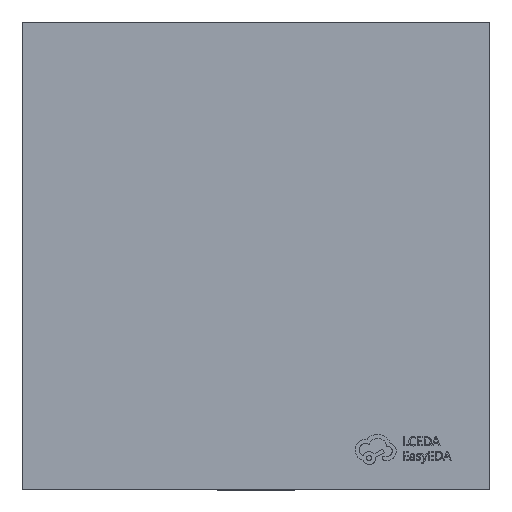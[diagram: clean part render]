
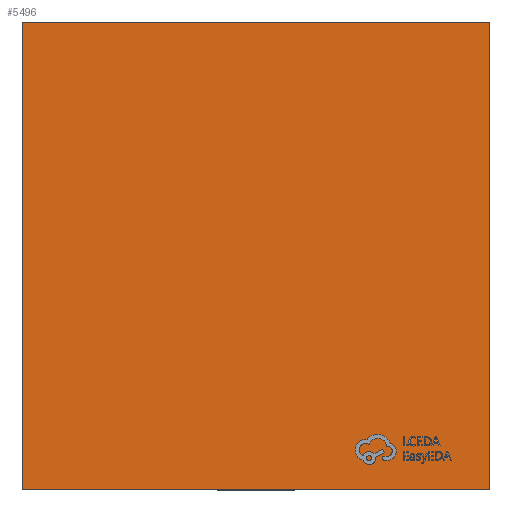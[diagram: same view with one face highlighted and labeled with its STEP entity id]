
A CAD part, top view. The second image highlights one B-rep face of the part: STEP entity #5496.
In plain terms, the highlighted planar face has unit normal (0, 0, 1).
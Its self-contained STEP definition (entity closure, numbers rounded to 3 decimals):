
#94 = CARTESIAN_POINT ( 'NONE',  ( -1.05, -1.05, 0.325 ) ) ;
#336 = DIRECTION ( 'NONE',  ( -1., 0., 0. ) ) ;
#681 = CARTESIAN_POINT ( 'NONE',  ( 1.05, -1.05, 0.325 ) ) ;
#737 = VECTOR ( 'NONE', #336, 1000. ) ;
#1003 = DIRECTION ( 'NONE',  ( 1., 0., 0. ) ) ;
#1765 = CARTESIAN_POINT ( 'NONE',  ( 0., 0., 0.325 ) ) ;
#1960 = LINE ( 'NONE', #5973, #12398 ) ;
#2060 = LINE ( 'NONE', #5065, #2688 ) ;
#2688 = VECTOR ( 'NONE', #11793, 1000. ) ;
#2834 = EDGE_CURVE ( 'NONE', #7406, #11915, #3114, .T. ) ;
#2974 = CARTESIAN_POINT ( 'NONE',  ( 1.05, 1.05, 0.325 ) ) ;
#3044 = DIRECTION ( 'NONE',  ( 0., 1., 0. ) ) ;
#3114 = LINE ( 'NONE', #2974, #10058 ) ;
#4843 = ORIENTED_EDGE ( 'NONE', *, *, #6678, .T. ) ;
#4898 = CARTESIAN_POINT ( 'NONE',  ( -1.05, 1.05, 0.325 ) ) ;
#5065 = CARTESIAN_POINT ( 'NONE',  ( -1.05, 1.05, 0.325 ) ) ;
#5290 = EDGE_CURVE ( 'NONE', #5543, #7406, #1960, .T. ) ;
#5496 = ADVANCED_FACE ( 'NONE', ( #7801 ), #6676, .T. ) ;
#5502 = AXIS2_PLACEMENT_3D ( 'NONE', #1765, #10566, #8965 ) ;
#5543 = VERTEX_POINT ( 'NONE', #94 ) ;
#5702 = EDGE_LOOP ( 'NONE', ( #4843, #8033, #6905, #12446 ) ) ;
#5973 = CARTESIAN_POINT ( 'NONE',  ( -1.05, -1.05, 0.325 ) ) ;
#6676 = PLANE ( 'NONE',  #5502 ) ;
#6678 = EDGE_CURVE ( 'NONE', #8681, #5543, #2060, .T. ) ;
#6905 = ORIENTED_EDGE ( 'NONE', *, *, #2834, .T. ) ;
#7174 = CARTESIAN_POINT ( 'NONE',  ( 1.05, 1.05, 0.325 ) ) ;
#7406 = VERTEX_POINT ( 'NONE', #681 ) ;
#7801 = FACE_OUTER_BOUND ( 'NONE', #5702, .T. ) ;
#8033 = ORIENTED_EDGE ( 'NONE', *, *, #5290, .T. ) ;
#8681 = VERTEX_POINT ( 'NONE', #4898 ) ;
#8939 = EDGE_CURVE ( 'NONE', #11915, #8681, #10928, .T. ) ;
#8965 = DIRECTION ( 'NONE',  ( 1., 0., 0. ) ) ;
#9974 = CARTESIAN_POINT ( 'NONE',  ( -1.05, 1.05, 0.325 ) ) ;
#10058 = VECTOR ( 'NONE', #3044, 1000. ) ;
#10566 = DIRECTION ( 'NONE',  ( 0., 0., 1. ) ) ;
#10928 = LINE ( 'NONE', #9974, #737 ) ;
#11793 = DIRECTION ( 'NONE',  ( 0., -1., 0. ) ) ;
#11915 = VERTEX_POINT ( 'NONE', #7174 ) ;
#12398 = VECTOR ( 'NONE', #1003, 1000. ) ;
#12446 = ORIENTED_EDGE ( 'NONE', *, *, #8939, .T. ) ;
